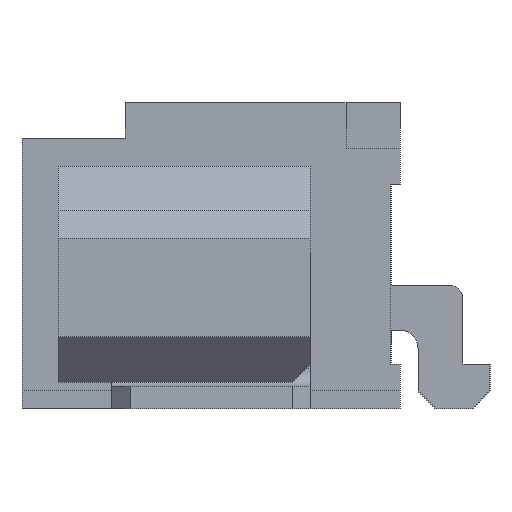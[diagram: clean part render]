
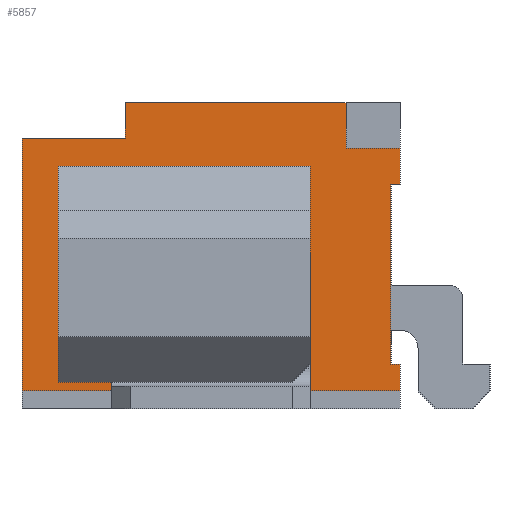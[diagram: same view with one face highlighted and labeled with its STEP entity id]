
A CAD part, left-side view. The second image highlights one B-rep face of the part: STEP entity #5857.
In plain terms, the highlighted planar face has unit normal (-1, 0, 0).
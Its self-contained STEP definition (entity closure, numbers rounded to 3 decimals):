
#15=FACE_BOUND('',#692,.T.);
#385=FACE_OUTER_BOUND('',#691,.T.);
#691=EDGE_LOOP('',(#5052,#5053,#5054,#5055,#5056,#5057,#5058,#5059,#5060,
#5061,#5062,#5063));
#692=EDGE_LOOP('',(#5064,#5065,#5066,#5067));
#1257=LINE('',#8865,#2042);
#1260=LINE('',#8870,#2045);
#1262=LINE('',#8874,#2047);
#1276=LINE('',#8902,#2061);
#1287=LINE('',#8922,#2072);
#1373=LINE('',#9096,#2158);
#1407=LINE('',#9166,#2192);
#1409=LINE('',#9169,#2194);
#1418=LINE('',#9193,#2203);
#1439=LINE('',#9235,#2224);
#1445=LINE('',#9247,#2230);
#1446=LINE('',#9249,#2231);
#1447=LINE('',#9250,#2232);
#1448=LINE('',#9251,#2233);
#1449=LINE('',#9253,#2234);
#1450=LINE('',#9254,#2235);
#2042=VECTOR('',#7266,0.1);
#2045=VECTOR('',#7271,10.);
#2047=VECTOR('',#7275,0.1);
#2061=VECTOR('',#7291,0.4);
#2072=VECTOR('',#7308,2.45);
#2158=VECTOR('',#7446,4.2);
#2192=VECTOR('',#7504,0.5);
#2194=VECTOR('',#7508,0.6);
#2203=VECTOR('',#7529,2.4);
#2224=VECTOR('',#7562,2.8);
#2230=VECTOR('',#7574,0.4);
#2231=VECTOR('',#7575,1.15);
#2232=VECTOR('',#7576,2.8);
#2233=VECTOR('',#7577,0.3);
#2234=VECTOR('',#7578,2.8);
#2235=VECTOR('',#7579,2.4);
#2670=VERTEX_POINT('',#8862);
#2671=VERTEX_POINT('',#8864);
#2672=VERTEX_POINT('',#8868);
#2673=VERTEX_POINT('',#8872);
#2686=VERTEX_POINT('',#8900);
#2691=VERTEX_POINT('',#8919);
#2692=VERTEX_POINT('',#8921);
#2753=VERTEX_POINT('',#9093);
#2754=VERTEX_POINT('',#9095);
#2778=VERTEX_POINT('',#9165);
#2786=VERTEX_POINT('',#9190);
#2787=VERTEX_POINT('',#9192);
#2802=VERTEX_POINT('',#9233);
#2805=VERTEX_POINT('',#9246);
#2806=VERTEX_POINT('',#9248);
#2807=VERTEX_POINT('',#9252);
#3392=EDGE_CURVE('',#2671,#2670,#1257,.T.);
#3395=EDGE_CURVE('',#2672,#2670,#1260,.T.);
#3397=EDGE_CURVE('',#2673,#2672,#1262,.T.);
#3411=EDGE_CURVE('',#2673,#2686,#1276,.T.);
#3422=EDGE_CURVE('',#2691,#2692,#1287,.T.);
#3511=EDGE_CURVE('',#2754,#2753,#1373,.T.);
#3545=EDGE_CURVE('',#2692,#2778,#1407,.T.);
#3547=EDGE_CURVE('',#2686,#2778,#1409,.T.);
#3559=EDGE_CURVE('',#2786,#2787,#1418,.T.);
#3581=EDGE_CURVE('',#2802,#2786,#1439,.T.);
#3587=EDGE_CURVE('',#2691,#2805,#1445,.T.);
#3588=EDGE_CURVE('',#2806,#2805,#1446,.T.);
#3589=EDGE_CURVE('',#2754,#2806,#1447,.T.);
#3590=EDGE_CURVE('',#2753,#2671,#1448,.T.);
#3591=EDGE_CURVE('',#2807,#2787,#1449,.T.);
#3592=EDGE_CURVE('',#2802,#2807,#1450,.T.);
#5052=ORIENTED_EDGE('',*,*,#3422,.F.);
#5053=ORIENTED_EDGE('',*,*,#3587,.T.);
#5054=ORIENTED_EDGE('',*,*,#3588,.F.);
#5055=ORIENTED_EDGE('',*,*,#3589,.F.);
#5056=ORIENTED_EDGE('',*,*,#3511,.T.);
#5057=ORIENTED_EDGE('',*,*,#3590,.T.);
#5058=ORIENTED_EDGE('',*,*,#3392,.T.);
#5059=ORIENTED_EDGE('',*,*,#3395,.F.);
#5060=ORIENTED_EDGE('',*,*,#3397,.F.);
#5061=ORIENTED_EDGE('',*,*,#3411,.T.);
#5062=ORIENTED_EDGE('',*,*,#3547,.T.);
#5063=ORIENTED_EDGE('',*,*,#3545,.F.);
#5064=ORIENTED_EDGE('',*,*,#3591,.T.);
#5065=ORIENTED_EDGE('',*,*,#3559,.F.);
#5066=ORIENTED_EDGE('',*,*,#3581,.F.);
#5067=ORIENTED_EDGE('',*,*,#3592,.T.);
#5555=PLANE('',#6221);
#5857=ADVANCED_FACE('',(#385,#15),#5555,.T.);
#6221=AXIS2_PLACEMENT_3D('',#9245,#7572,#7573);
#7266=DIRECTION('',(0.,1.,0.));
#7271=DIRECTION('',(0.,0.,-1.));
#7275=DIRECTION('',(0.,1.,0.));
#7291=DIRECTION('',(0.,0.,1.));
#7308=DIRECTION('',(0.,-1.,0.));
#7446=DIRECTION('',(0.,-1.,0.));
#7504=DIRECTION('',(0.,0.,-1.));
#7508=DIRECTION('',(0.,1.,0.));
#7529=DIRECTION('',(0.,0.,1.));
#7562=DIRECTION('',(0.,-1.,0.));
#7572=DIRECTION('center_axis',(-1.,0.,0.));
#7573=DIRECTION('ref_axis',(0.,0.,1.));
#7574=DIRECTION('',(0.,0.,-1.));
#7575=DIRECTION('',(0.,-1.,0.));
#7576=DIRECTION('',(0.,0.,1.));
#7577=DIRECTION('',(0.,0.,1.));
#7578=DIRECTION('',(0.,-1.,0.));
#7579=DIRECTION('',(0.,0.,1.));
#8862=CARTESIAN_POINT('',(-4.,-3.125,-1.3));
#8864=CARTESIAN_POINT('',(-4.,-3.225,-1.3));
#8865=CARTESIAN_POINT('',(-4.,-3.225,-1.3));
#8868=CARTESIAN_POINT('',(-4.,-3.125,0.7));
#8870=CARTESIAN_POINT('',(-4.,-3.125,-0.95));
#8872=CARTESIAN_POINT('',(-4.,-3.225,0.7));
#8874=CARTESIAN_POINT('',(-4.,-3.225,0.7));
#8900=CARTESIAN_POINT('',(-4.,-3.225,1.1));
#8902=CARTESIAN_POINT('',(-4.,-3.225,0.7));
#8919=CARTESIAN_POINT('',(-4.,-0.175,1.6));
#8921=CARTESIAN_POINT('',(-4.,-2.625,1.6));
#8922=CARTESIAN_POINT('',(-4.,-0.175,1.6));
#9093=CARTESIAN_POINT('',(-4.,-3.225,-1.6));
#9095=CARTESIAN_POINT('',(-4.,0.975,-1.6));
#9096=CARTESIAN_POINT('',(-4.,0.975,-1.6));
#9165=CARTESIAN_POINT('',(-4.,-2.625,1.1));
#9166=CARTESIAN_POINT('',(-4.,-2.625,1.6));
#9169=CARTESIAN_POINT('',(-4.,-3.225,1.1));
#9190=CARTESIAN_POINT('',(-4.,-2.225,-1.5));
#9192=CARTESIAN_POINT('',(-4.,-2.225,0.9));
#9193=CARTESIAN_POINT('',(-4.,-2.225,-1.5));
#9233=CARTESIAN_POINT('',(-4.,0.575,-1.5));
#9235=CARTESIAN_POINT('',(-4.,0.575,-1.5));
#9245=CARTESIAN_POINT('Origin',(-4.,0.975,-1.8));
#9246=CARTESIAN_POINT('',(-4.,-0.175,1.2));
#9247=CARTESIAN_POINT('',(-4.,-0.175,1.6));
#9248=CARTESIAN_POINT('',(-4.,0.975,1.2));
#9249=CARTESIAN_POINT('',(-4.,0.975,1.2));
#9250=CARTESIAN_POINT('',(-4.,0.975,-1.6));
#9251=CARTESIAN_POINT('',(-4.,-3.225,-1.6));
#9252=CARTESIAN_POINT('',(-4.,0.575,0.9));
#9253=CARTESIAN_POINT('',(-4.,0.575,0.9));
#9254=CARTESIAN_POINT('',(-4.,0.575,-1.5));
